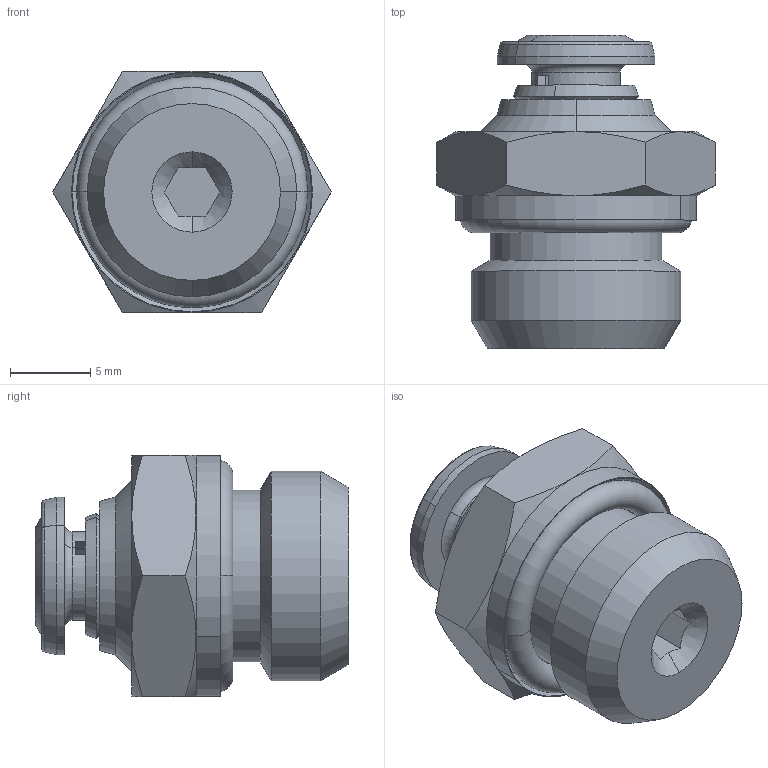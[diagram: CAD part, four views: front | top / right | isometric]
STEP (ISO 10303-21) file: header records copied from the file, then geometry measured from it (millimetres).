
FILE_DESCRIPTION(/* description */ ('VariCAD 2016-1.06 AP-214'),/* implementation_level */ '2;1');
FILE_NAME(/* name */ 'iqsg_144_g_es.stp',/* time_stamp */ '2016-06-16T10:55:08+02:00',/* author */ (''),/* organization */ (''),/* preprocessor_version */ 'ST-DEVELOPER v14',/* originating_system */ 'VariCAD 2016-1.06; kernel version (20130303)',/* authorisation */ '');
FILE_SCHEMA (('AUTOMOTIVE_DESIGN'));
Length unit declared in the file: millimetre
Products named in the file (2): iqsg_144_g_es; 6002000002
Assembly tree (1 placements, depth 2):
  iqsg_144_g_es
    6002000002
Bounding box: 17.32 x 19.5 x 15 mm (x, y, z)
Volume: 2234.6 mm3; surface area: 1485.8 mm2
Topology: 1 solids, 1 shells, 90 faces, 207 edges, 125 vertices
Faces by surface type: cone 36, plane 28, cylinder 14, torus 12
Entity records: 2676 total; most frequent: CARTESIAN_POINT 562, DIRECTION 466, ORIENTED_EDGE 414, EDGE_CURVE 207, AXIS2_PLACEMENT_3D 197, VERTEX_POINT 125, CIRCLE 103, EDGE_LOOP 100
